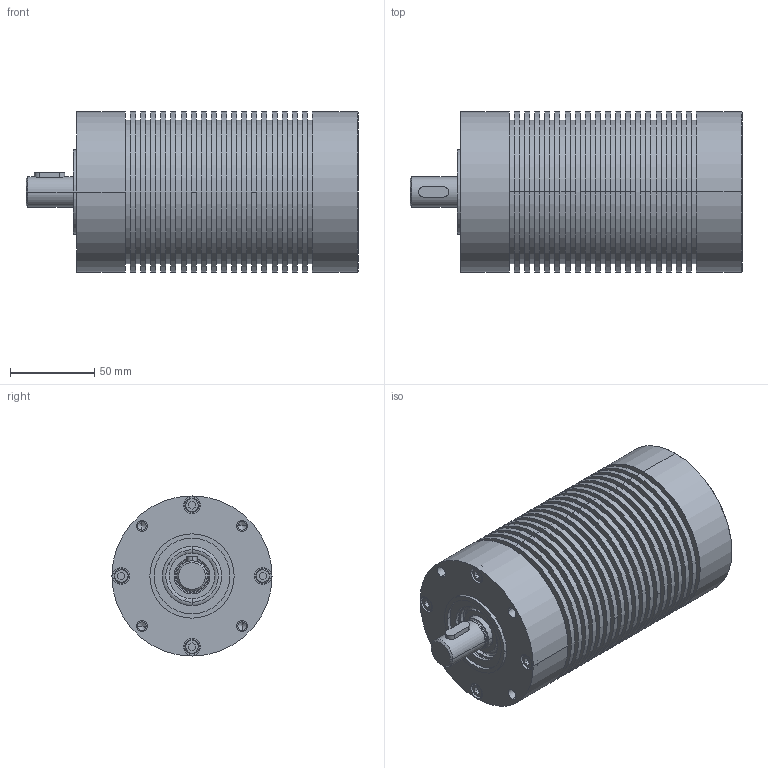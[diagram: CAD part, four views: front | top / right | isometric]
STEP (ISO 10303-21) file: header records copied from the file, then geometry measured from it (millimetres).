
FILE_DESCRIPTION(('CoCreate Modeling STEP Export'),'2;1');
FILE_NAME('020a-012_BDH8.stp','2010-06-07T10:23:25',(''),(''),'CoCreate Modeling STEP processor for AP214 (Solid Model)','CoCreate Modeling 16.00D 29-May-2009 (C) Parametric Technology GmbH','');
FILE_SCHEMA(('AUTOMOTIVE_DESIGN { 1 0 10303 214 1 1 1 1 }'));
Length unit declared in the file: millimetre
Products named in the file (2): 020a-012_BDH8
Assembly tree (1 placements, depth 2):
  020a-012_BDH8
    020a-012_BDH8
Bounding box: 197 x 95 x 95 mm (x, y, z)
Volume: 941928.8 mm3; surface area: 231249.8 mm2
Topology: 1 solids, 17 shells, 526 faces, 1152 edges, 720 vertices
Faces by surface type: cylinder 266, plane 154, cone 56, torus 50
Entity records: 13043 total; most frequent: CARTESIAN_POINT 2818, ORIENTED_EDGE 2256, DIRECTION 1746, EDGE_CURVE 1128, VERTEX_POINT 720, AXIS2_PLACEMENT_3D 659, EDGE_LOOP 640, FACE_OUTER_BOUND 526
